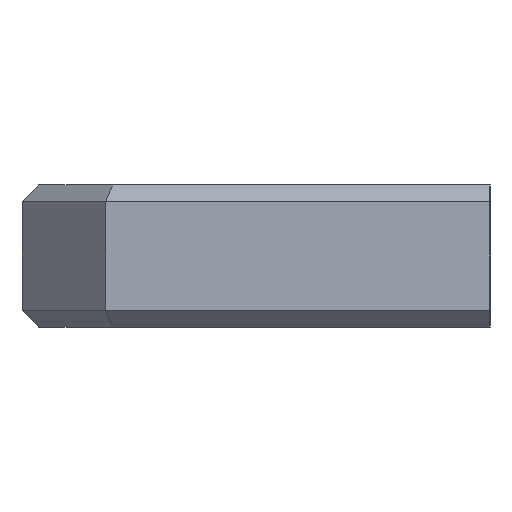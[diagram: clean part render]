
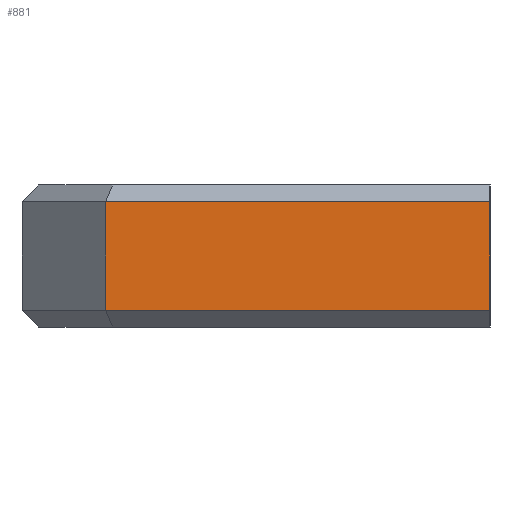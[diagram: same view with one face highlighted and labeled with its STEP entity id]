
A CAD part, left-side view. The second image highlights one B-rep face of the part: STEP entity #881.
In plain terms, the highlighted planar face has unit normal (-1, 0, 0).
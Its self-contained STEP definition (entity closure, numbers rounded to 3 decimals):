
#29 = CARTESIAN_POINT ( 'NONE',  ( -90., 28., -4.25 ) ) ;
#34 = DIRECTION ( 'NONE',  ( 0., 1., 0. ) ) ;
#101 = AXIS2_PLACEMENT_3D ( 'NONE', #29, #649, #1095 ) ;
#169 = EDGE_CURVE ( 'NONE', #393, #331, #563, .T. ) ;
#210 = PLANE ( 'NONE',  #101 ) ;
#244 = ORIENTED_EDGE ( 'NONE', *, *, #644, .T. ) ;
#258 = VERTEX_POINT ( 'NONE', #808 ) ;
#264 = EDGE_CURVE ( 'NONE', #258, #775, #550, .T. ) ;
#331 = VERTEX_POINT ( 'NONE', #399 ) ;
#393 = VERTEX_POINT ( 'NONE', #787 ) ;
#399 = CARTESIAN_POINT ( 'NONE',  ( -90., 23., 3.25 ) ) ;
#450 = CARTESIAN_POINT ( 'NONE',  ( -90., 0., -4.25 ) ) ;
#463 = EDGE_LOOP ( 'NONE', ( #772, #512, #244, #1125 ) ) ;
#466 = VECTOR ( 'NONE', #1107, 1000. ) ;
#512 = ORIENTED_EDGE ( 'NONE', *, *, #264, .T. ) ;
#544 = VECTOR ( 'NONE', #879, 1000. ) ;
#550 = LINE ( 'NONE', #641, #957 ) ;
#563 = LINE ( 'NONE', #976, #1126 ) ;
#641 = CARTESIAN_POINT ( 'NONE',  ( -90., 28., -3.25 ) ) ;
#644 = EDGE_CURVE ( 'NONE', #775, #393, #891, .T. ) ;
#649 = DIRECTION ( 'NONE',  ( 1., 0., 0. ) ) ;
#734 = DIRECTION ( 'NONE',  ( 0., -1., 0. ) ) ;
#772 = ORIENTED_EDGE ( 'NONE', *, *, #792, .T. ) ;
#775 = VERTEX_POINT ( 'NONE', #908 ) ;
#787 = CARTESIAN_POINT ( 'NONE',  ( -90., 0., 3.25 ) ) ;
#792 = EDGE_CURVE ( 'NONE', #331, #258, #843, .T. ) ;
#808 = CARTESIAN_POINT ( 'NONE',  ( -90., 23., -3.25 ) ) ;
#832 = CARTESIAN_POINT ( 'NONE',  ( -90., 23., -4.25 ) ) ;
#839 = FACE_OUTER_BOUND ( 'NONE', #463, .T. ) ;
#843 = LINE ( 'NONE', #832, #466 ) ;
#879 = DIRECTION ( 'NONE',  ( 0., 0., 1. ) ) ;
#881 = ADVANCED_FACE ( 'NONE', ( #839 ), #210, .F. ) ;
#891 = LINE ( 'NONE', #450, #544 ) ;
#908 = CARTESIAN_POINT ( 'NONE',  ( -90., 0., -3.25 ) ) ;
#957 = VECTOR ( 'NONE', #734, 1000. ) ;
#976 = CARTESIAN_POINT ( 'NONE',  ( -90., 28., 3.25 ) ) ;
#1095 = DIRECTION ( 'NONE',  ( 0., 0., -1. ) ) ;
#1107 = DIRECTION ( 'NONE',  ( 0., 0., -1. ) ) ;
#1125 = ORIENTED_EDGE ( 'NONE', *, *, #169, .T. ) ;
#1126 = VECTOR ( 'NONE', #34, 1000. ) ;
